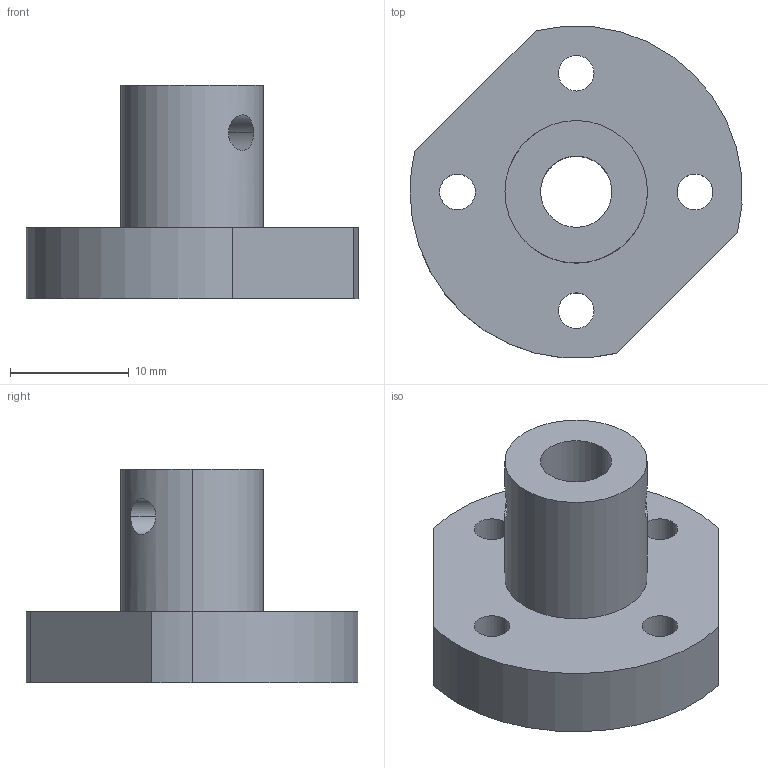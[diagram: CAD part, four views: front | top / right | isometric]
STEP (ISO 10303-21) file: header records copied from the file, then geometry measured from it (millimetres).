
FILE_DESCRIPTION (( 'STEP AP214' ), '1' );
FILE_NAME ('楊擘攫-杅諷.STEP', '2025-03-17T00:43:32', ( '' ), ( '' ), 'SwSTEP 2.0', 'SolidWorks 2020', '' );
FILE_SCHEMA (( 'AUTOMOTIVE_DESIGN' ));
Length unit declared in the file: millimetre
Products named in the file (1): 楊擘攫-杅諷
Bounding box: 27.96 x 27.92 x 18 mm (x, y, z)
Volume: 4095.7 mm3; surface area: 2606.8 mm2
Topology: 1 solids, 1 shells, 24 faces, 63 edges, 42 vertices
Faces by surface type: cylinder 19, plane 5
Entity records: 1007 total; most frequent: CARTESIAN_POINT 334, DIRECTION 135, ORIENTED_EDGE 126, EDGE_CURVE 63, AXIS2_PLACEMENT_3D 55, VERTEX_POINT 42, EDGE_LOOP 39, CIRCLE 30
